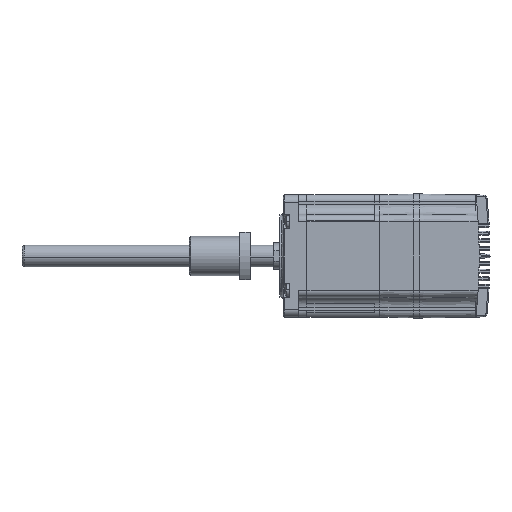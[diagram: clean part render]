
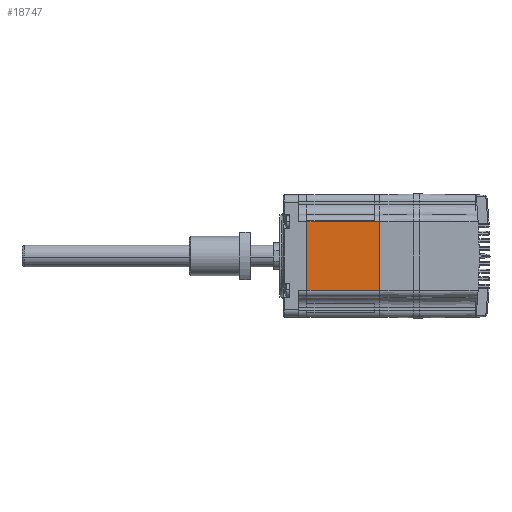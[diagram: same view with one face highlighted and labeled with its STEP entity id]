
A CAD part, left-side view. The second image highlights one B-rep face of the part: STEP entity #18747.
In plain terms, the highlighted planar face has unit normal (-1, 0, 0).
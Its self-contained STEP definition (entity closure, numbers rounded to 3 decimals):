
#904 = EDGE_LOOP ( 'NONE', ( #31882, #9784, #15886, #20898 ) ) ;
#1636 = CARTESIAN_POINT ( 'NONE',  ( -17.293, -62.501, 45.725 ) ) ;
#3481 = VERTEX_POINT ( 'NONE', #4006 ) ;
#4006 = CARTESIAN_POINT ( 'NONE',  ( -17.293, -62.501, 77.325 ) ) ;
#4134 = FACE_OUTER_BOUND ( 'NONE', #904, .T. ) ;
#5717 = VERTEX_POINT ( 'NONE', #6317 ) ;
#6317 = CARTESIAN_POINT ( 'NONE',  ( -17.293, -29.001, 77.325 ) ) ;
#7205 = EDGE_CURVE ( 'NONE', #5717, #3481, #33831, .T. ) ;
#8576 = EDGE_CURVE ( 'NONE', #5717, #33107, #41757, .T. ) ;
#9784 = ORIENTED_EDGE ( 'NONE', *, *, #38192, .F. ) ;
#11295 = VECTOR ( 'NONE', #30065, 1000. ) ;
#14567 = CARTESIAN_POINT ( 'NONE',  ( -17.293, -62.501, 77.325 ) ) ;
#15886 = ORIENTED_EDGE ( 'NONE', *, *, #7205, .F. ) ;
#16943 = DIRECTION ( 'NONE',  ( 1., 0., 0. ) ) ;
#18747 = ADVANCED_FACE ( 'NONE', ( #4134 ), #20038, .F. ) ;
#19890 = LINE ( 'NONE', #39515, #11295 ) ;
#20038 = PLANE ( 'NONE',  #32559 ) ;
#20898 = ORIENTED_EDGE ( 'NONE', *, *, #8576, .T. ) ;
#20949 = DIRECTION ( 'NONE',  ( 0., 1., 0. ) ) ;
#21730 = DIRECTION ( 'NONE',  ( 0., 0., -1. ) ) ;
#24627 = VECTOR ( 'NONE', #21730, 1000. ) ;
#25225 = VECTOR ( 'NONE', #37147, 1000. ) ;
#25226 = CARTESIAN_POINT ( 'NONE',  ( -17.293, -62.501, 45.725 ) ) ;
#26887 = CARTESIAN_POINT ( 'NONE',  ( -17.293, -29.001, 45.725 ) ) ;
#30065 = DIRECTION ( 'NONE',  ( 0., 0., -1. ) ) ;
#31882 = ORIENTED_EDGE ( 'NONE', *, *, #35733, .F. ) ;
#32559 = AXIS2_PLACEMENT_3D ( 'NONE', #36287, #16943, #39510 ) ;
#33107 = VERTEX_POINT ( 'NONE', #26887 ) ;
#33672 = VECTOR ( 'NONE', #20949, 1000. ) ;
#33831 = LINE ( 'NONE', #14567, #25225 ) ;
#34683 = LINE ( 'NONE', #1636, #33672 ) ;
#35733 = EDGE_CURVE ( 'NONE', #36944, #33107, #34683, .T. ) ;
#36287 = CARTESIAN_POINT ( 'NONE',  ( -17.293, -62.501, 77.325 ) ) ;
#36944 = VERTEX_POINT ( 'NONE', #25226 ) ;
#37147 = DIRECTION ( 'NONE',  ( 0., -1., 0. ) ) ;
#37682 = CARTESIAN_POINT ( 'NONE',  ( -17.293, -29.001, 77.325 ) ) ;
#38192 = EDGE_CURVE ( 'NONE', #3481, #36944, #19890, .T. ) ;
#39510 = DIRECTION ( 'NONE',  ( 0., -1., 0. ) ) ;
#39515 = CARTESIAN_POINT ( 'NONE',  ( -17.293, -62.501, 36.35 ) ) ;
#41757 = LINE ( 'NONE', #37682, #24627 ) ;
